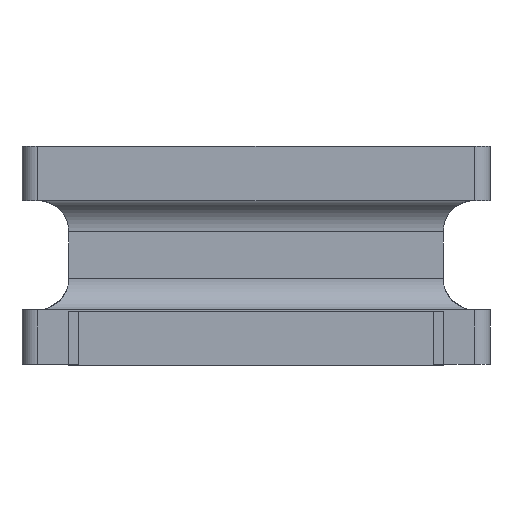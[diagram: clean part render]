
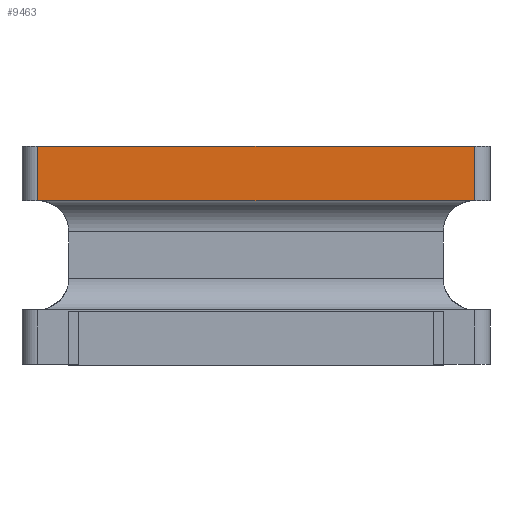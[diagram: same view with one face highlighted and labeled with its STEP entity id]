
A CAD part, left-side view. The second image highlights one B-rep face of the part: STEP entity #9463.
In plain terms, the highlighted planar face has unit normal (-1, 0, 0).
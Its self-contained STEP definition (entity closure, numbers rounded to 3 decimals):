
#6520 = PLANE('',#6521);
#6521 = AXIS2_PLACEMENT_3D('',#6522,#6523,#6524);
#6522 = CARTESIAN_POINT('',(0.,0.,
    1.06));
#6523 = DIRECTION('',(0.,0.,-1.));
#6524 = DIRECTION('',(0.,1.,0.));
#8330 = EDGE_CURVE('',#8331,#8333,#8335,.T.);
#8331 = VERTEX_POINT('',#8332);
#8332 = CARTESIAN_POINT('',(-1.35,1.4,1.06));
#8333 = VERTEX_POINT('',#8334);
#8334 = CARTESIAN_POINT('',(-1.35,-1.4,1.06));
#8335 = SURFACE_CURVE('',#8336,(#8340,#8347),.PCURVE_S1.);
#8336 = LINE('',#8337,#8338);
#8337 = CARTESIAN_POINT('',(-1.35,-1.5,1.06));
#8338 = VECTOR('',#8339,1.);
#8339 = DIRECTION('',(0.,-1.,0.));
#8340 = PCURVE('',#6520,#8341);
#8341 = DEFINITIONAL_REPRESENTATION('',(#8342),#8346);
#8342 = LINE('',#8343,#8344);
#8343 = CARTESIAN_POINT('',(-1.5,-1.35));
#8344 = VECTOR('',#8345,1.);
#8345 = DIRECTION('',(-1.,0.));
#8346 = ( GEOMETRIC_REPRESENTATION_CONTEXT(2) 
PARAMETRIC_REPRESENTATION_CONTEXT() REPRESENTATION_CONTEXT('2D SPACE',''
  ) );
#8347 = PCURVE('',#8348,#8353);
#8348 = PLANE('',#8349);
#8349 = AXIS2_PLACEMENT_3D('',#8350,#8351,#8352);
#8350 = CARTESIAN_POINT('',(-1.35,-1.5,1.06));
#8351 = DIRECTION('',(-1.,0.,0.));
#8352 = DIRECTION('',(0.,-1.,0.));
#8353 = DEFINITIONAL_REPRESENTATION('',(#8354),#8358);
#8354 = LINE('',#8355,#8356);
#8355 = CARTESIAN_POINT('',(0.,0.));
#8356 = VECTOR('',#8357,1.);
#8357 = DIRECTION('',(1.,0.));
#8358 = ( GEOMETRIC_REPRESENTATION_CONTEXT(2) 
PARAMETRIC_REPRESENTATION_CONTEXT() REPRESENTATION_CONTEXT('2D SPACE',''
  ) );
#8377 = CYLINDRICAL_SURFACE('',#8378,0.1);
#8378 = AXIS2_PLACEMENT_3D('',#8379,#8380,#8381);
#8379 = CARTESIAN_POINT('',(-1.25,1.4,1.06));
#8380 = DIRECTION('',(0.,0.,1.));
#8381 = DIRECTION('',(0.,-1.,0.));
#8612 = CYLINDRICAL_SURFACE('',#8613,0.1);
#8613 = AXIS2_PLACEMENT_3D('',#8614,#8615,#8616);
#8614 = CARTESIAN_POINT('',(-1.25,-1.4,1.06));
#8615 = DIRECTION('',(0.,0.,1.));
#8616 = DIRECTION('',(0.,-1.,0.));
#9463 = ADVANCED_FACE('',(#9464),#8348,.T.);
#9464 = FACE_BOUND('',#9465,.T.);
#9465 = EDGE_LOOP('',(#9466,#9496,#9539,#9540));
#9466 = ORIENTED_EDGE('',*,*,#9467,.F.);
#9467 = EDGE_CURVE('',#9468,#9470,#9472,.T.);
#9468 = VERTEX_POINT('',#9469);
#9469 = CARTESIAN_POINT('',(-1.35,1.4,1.41));
#9470 = VERTEX_POINT('',#9471);
#9471 = CARTESIAN_POINT('',(-1.35,-1.4,1.41));
#9472 = SURFACE_CURVE('',#9473,(#9477,#9484),.PCURVE_S1.);
#9473 = LINE('',#9474,#9475);
#9474 = CARTESIAN_POINT('',(-1.35,-1.5,1.41));
#9475 = VECTOR('',#9476,1.);
#9476 = DIRECTION('',(0.,-1.,0.));
#9477 = PCURVE('',#8348,#9478);
#9478 = DEFINITIONAL_REPRESENTATION('',(#9479),#9483);
#9479 = LINE('',#9480,#9481);
#9480 = CARTESIAN_POINT('',(0.,0.35));
#9481 = VECTOR('',#9482,1.);
#9482 = DIRECTION('',(1.,0.));
#9483 = ( GEOMETRIC_REPRESENTATION_CONTEXT(2) 
PARAMETRIC_REPRESENTATION_CONTEXT() REPRESENTATION_CONTEXT('2D SPACE',''
  ) );
#9484 = PCURVE('',#9485,#9490);
#9485 = PLANE('',#9486);
#9486 = AXIS2_PLACEMENT_3D('',#9487,#9488,#9489);
#9487 = CARTESIAN_POINT('',(0.,0.,1.41
    ));
#9488 = DIRECTION('',(0.,0.,-1.));
#9489 = DIRECTION('',(0.,1.,0.));
#9490 = DEFINITIONAL_REPRESENTATION('',(#9491),#9495);
#9491 = LINE('',#9492,#9493);
#9492 = CARTESIAN_POINT('',(-1.5,-1.35));
#9493 = VECTOR('',#9494,1.);
#9494 = DIRECTION('',(-1.,0.));
#9495 = ( GEOMETRIC_REPRESENTATION_CONTEXT(2) 
PARAMETRIC_REPRESENTATION_CONTEXT() REPRESENTATION_CONTEXT('2D SPACE',''
  ) );
#9496 = ORIENTED_EDGE('',*,*,#9497,.T.);
#9497 = EDGE_CURVE('',#9468,#8331,#9498,.T.);
#9498 = SURFACE_CURVE('',#9499,(#9503,#9510),.PCURVE_S1.);
#9499 = LINE('',#9500,#9501);
#9500 = CARTESIAN_POINT('',(-1.35,1.4,1.06));
#9501 = VECTOR('',#9502,1.);
#9502 = DIRECTION('',(0.,0.,-1.));
#9503 = PCURVE('',#8348,#9504);
#9504 = DEFINITIONAL_REPRESENTATION('',(#9505),#9509);
#9505 = LINE('',#9506,#9507);
#9506 = CARTESIAN_POINT('',(-2.9,0.));
#9507 = VECTOR('',#9508,1.);
#9508 = DIRECTION('',(0.,-1.));
#9509 = ( GEOMETRIC_REPRESENTATION_CONTEXT(2) 
PARAMETRIC_REPRESENTATION_CONTEXT() REPRESENTATION_CONTEXT('2D SPACE',''
  ) );
#9510 = PCURVE('',#8377,#9511);
#9511 = DEFINITIONAL_REPRESENTATION('',(#9512),#9538);
#9512 = B_SPLINE_CURVE_WITH_KNOTS('',3,(#9513,#9514,#9515,#9516,#9517,
    #9518,#9519,#9520,#9521,#9522,#9523,#9524,#9525,#9526,#9527,#9528,
    #9529,#9530,#9531,#9532,#9533,#9534,#9535,#9536,#9537),
  .UNSPECIFIED.,.F.,.F.,(4,1,1,1,1,1,1,1,1,1,1,1,1,1,1,1,1,1,1,1,1,1,4),
  (-0.35,-0.334,-0.318,-0.302,-0.286
    ,-0.27,-0.255,-0.239,-0.223,
    -0.207,-0.191,-0.175,-0.159,
    -0.143,-0.127,-0.111,-0.095
    ,-0.08,-0.064,-0.048,
    -0.032,-0.016,0.),.UNSPECIFIED.);
#9513 = CARTESIAN_POINT('',(4.712,0.35));
#9514 = CARTESIAN_POINT('',(4.712,0.345));
#9515 = CARTESIAN_POINT('',(4.712,0.334));
#9516 = CARTESIAN_POINT('',(4.712,0.318));
#9517 = CARTESIAN_POINT('',(4.712,0.302));
#9518 = CARTESIAN_POINT('',(4.712,0.286));
#9519 = CARTESIAN_POINT('',(4.712,0.27));
#9520 = CARTESIAN_POINT('',(4.712,0.255));
#9521 = CARTESIAN_POINT('',(4.712,0.239));
#9522 = CARTESIAN_POINT('',(4.712,0.223));
#9523 = CARTESIAN_POINT('',(4.712,0.207));
#9524 = CARTESIAN_POINT('',(4.712,0.191));
#9525 = CARTESIAN_POINT('',(4.712,0.175));
#9526 = CARTESIAN_POINT('',(4.712,0.159));
#9527 = CARTESIAN_POINT('',(4.712,0.143));
#9528 = CARTESIAN_POINT('',(4.712,0.127));
#9529 = CARTESIAN_POINT('',(4.712,0.111));
#9530 = CARTESIAN_POINT('',(4.712,0.095));
#9531 = CARTESIAN_POINT('',(4.712,0.08));
#9532 = CARTESIAN_POINT('',(4.712,0.064));
#9533 = CARTESIAN_POINT('',(4.712,0.048));
#9534 = CARTESIAN_POINT('',(4.712,0.032));
#9535 = CARTESIAN_POINT('',(4.712,0.016));
#9536 = CARTESIAN_POINT('',(4.712,0.005));
#9537 = CARTESIAN_POINT('',(4.712,0.));
#9538 = ( GEOMETRIC_REPRESENTATION_CONTEXT(2) 
PARAMETRIC_REPRESENTATION_CONTEXT() REPRESENTATION_CONTEXT('2D SPACE',''
  ) );
#9539 = ORIENTED_EDGE('',*,*,#8330,.T.);
#9540 = ORIENTED_EDGE('',*,*,#9541,.T.);
#9541 = EDGE_CURVE('',#8333,#9470,#9542,.T.);
#9542 = SURFACE_CURVE('',#9543,(#9547,#9554),.PCURVE_S1.);
#9543 = LINE('',#9544,#9545);
#9544 = CARTESIAN_POINT('',(-1.35,-1.4,1.06));
#9545 = VECTOR('',#9546,1.);
#9546 = DIRECTION('',(0.,0.,1.));
#9547 = PCURVE('',#8348,#9548);
#9548 = DEFINITIONAL_REPRESENTATION('',(#9549),#9553);
#9549 = LINE('',#9550,#9551);
#9550 = CARTESIAN_POINT('',(-0.1,0.));
#9551 = VECTOR('',#9552,1.);
#9552 = DIRECTION('',(0.,1.));
#9553 = ( GEOMETRIC_REPRESENTATION_CONTEXT(2) 
PARAMETRIC_REPRESENTATION_CONTEXT() REPRESENTATION_CONTEXT('2D SPACE',''
  ) );
#9554 = PCURVE('',#8612,#9555);
#9555 = DEFINITIONAL_REPRESENTATION('',(#9556),#9582);
#9556 = B_SPLINE_CURVE_WITH_KNOTS('',3,(#9557,#9558,#9559,#9560,#9561,
    #9562,#9563,#9564,#9565,#9566,#9567,#9568,#9569,#9570,#9571,#9572,
    #9573,#9574,#9575,#9576,#9577,#9578,#9579,#9580,#9581),
  .UNSPECIFIED.,.F.,.F.,(4,1,1,1,1,1,1,1,1,1,1,1,1,1,1,1,1,1,1,1,1,1,4),
  (0.,0.016,0.032,0.048,
    0.064,0.08,0.095,
    0.111,0.127,0.143,0.159,0.175,
    0.191,0.207,0.223,0.239,
    0.255,0.27,0.286,0.302,
    0.318,0.334,0.35),.QUASI_UNIFORM_KNOTS.);
#9557 = CARTESIAN_POINT('',(4.712,0.));
#9558 = CARTESIAN_POINT('',(4.712,0.005));
#9559 = CARTESIAN_POINT('',(4.712,0.016));
#9560 = CARTESIAN_POINT('',(4.712,0.032));
#9561 = CARTESIAN_POINT('',(4.712,0.048));
#9562 = CARTESIAN_POINT('',(4.712,0.064));
#9563 = CARTESIAN_POINT('',(4.712,0.08));
#9564 = CARTESIAN_POINT('',(4.712,0.095));
#9565 = CARTESIAN_POINT('',(4.712,0.111));
#9566 = CARTESIAN_POINT('',(4.712,0.127));
#9567 = CARTESIAN_POINT('',(4.712,0.143));
#9568 = CARTESIAN_POINT('',(4.712,0.159));
#9569 = CARTESIAN_POINT('',(4.712,0.175));
#9570 = CARTESIAN_POINT('',(4.712,0.191));
#9571 = CARTESIAN_POINT('',(4.712,0.207));
#9572 = CARTESIAN_POINT('',(4.712,0.223));
#9573 = CARTESIAN_POINT('',(4.712,0.239));
#9574 = CARTESIAN_POINT('',(4.712,0.255));
#9575 = CARTESIAN_POINT('',(4.712,0.27));
#9576 = CARTESIAN_POINT('',(4.712,0.286));
#9577 = CARTESIAN_POINT('',(4.712,0.302));
#9578 = CARTESIAN_POINT('',(4.712,0.318));
#9579 = CARTESIAN_POINT('',(4.712,0.334));
#9580 = CARTESIAN_POINT('',(4.712,0.345));
#9581 = CARTESIAN_POINT('',(4.712,0.35));
#9582 = ( GEOMETRIC_REPRESENTATION_CONTEXT(2) 
PARAMETRIC_REPRESENTATION_CONTEXT() REPRESENTATION_CONTEXT('2D SPACE',''
  ) );
